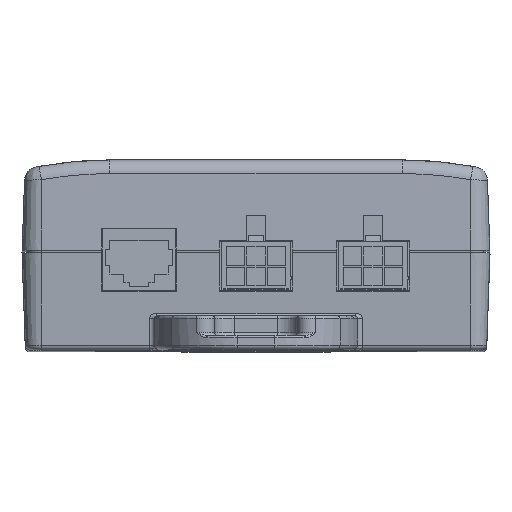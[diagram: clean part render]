
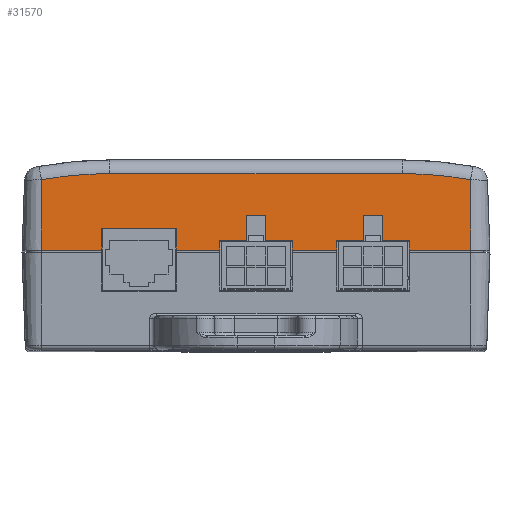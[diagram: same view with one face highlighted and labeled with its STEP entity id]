
A CAD part, top view. The second image highlights one B-rep face of the part: STEP entity #31570.
In plain terms, the highlighted planar face has unit normal (0, 0.035, 0.999).
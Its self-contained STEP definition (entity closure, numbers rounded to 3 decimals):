
#1036=DIRECTION('',(0.,0.999,-0.035));
#1037=VECTOR('',#1036,4.493);
#1038=CARTESIAN_POINT('',(-31.65,21.41,110.155));
#1039=LINE('',#1038,#1037);
#7298=DIRECTION('',(0.,-0.999,0.035));
#7299=VECTOR('',#7298,2.001);
#7300=CARTESIAN_POINT('',(31.4,23.41,110.085));
#7301=LINE('',#7300,#7299);
#7310=CARTESIAN_POINT('',(-30.,-40.895,
112.33));
#7311=DIRECTION('',(0.,-0.035,-0.999));
#7312=DIRECTION('',(-0.179,0.983,-0.034));
#7313=AXIS2_PLACEMENT_3D('',#7310,#7311,#7312);
#7315=CARTESIAN_POINT('',(30.,-40.895,112.33));
#7316=DIRECTION('',(0.,-0.035,-0.999));
#7317=DIRECTION('',(0.,0.999,-0.035));
#7318=AXIS2_PLACEMENT_3D('',#7315,#7316,#7317);
#7320=DIRECTION('',(-1.,0.,0.));
#7321=VECTOR('',#7320,12.6);
#7322=CARTESIAN_POINT('',(44.,21.41,110.155));
#7323=LINE('',#7322,#7321);
#7324=DIRECTION('',(-1.,0.,0.));
#7325=VECTOR('',#7324,5.4);
#7326=CARTESIAN_POINT('',(31.4,23.41,110.085));
#7327=LINE('',#7326,#7325);
#7342=DIRECTION('',(0.,-0.999,0.035));
#7343=VECTOR('',#7342,14.445);
#7344=CARTESIAN_POINT('',(-44.,35.846,109.651));
#7345=LINE('',#7344,#7343);
#7356=DIRECTION('',(1.,0.,0.));
#7357=VECTOR('',#7356,12.35);
#7358=CARTESIAN_POINT('',(-44.,21.41,110.155));
#7359=LINE('',#7358,#7357);
#7538=DIRECTION('',(0.,0.999,-0.035));
#7539=VECTOR('',#7538,14.445);
#7540=CARTESIAN_POINT('',(44.,21.41,110.155));
#7541=LINE('',#7540,#7539);
#7552=DIRECTION('',(-1.,0.,0.));
#7553=VECTOR('',#7552,60.);
#7554=CARTESIAN_POINT('',(30.,37.111,109.606));
#7555=LINE('',#7554,#7553);
#8998=DIRECTION('',(0.,-0.999,0.035));
#8999=VECTOR('',#8998,5.203);
#9000=CARTESIAN_POINT('',(26.,28.61,109.903));
#9001=LINE('',#9000,#8999);
#9010=DIRECTION('',(1.,0.,0.));
#9011=VECTOR('',#9010,4.);
#9012=CARTESIAN_POINT('',(22.,28.61,109.903));
#9013=LINE('',#9012,#9011);
#9022=DIRECTION('',(0.,0.999,-0.035));
#9023=VECTOR('',#9022,5.203);
#9024=CARTESIAN_POINT('',(22.,23.41,110.085));
#9025=LINE('',#9024,#9023);
#9030=DIRECTION('',(1.,0.,0.));
#9031=VECTOR('',#9030,5.4);
#9032=CARTESIAN_POINT('',(2.,23.41,110.085));
#9033=LINE('',#9032,#9031);
#9034=DIRECTION('',(1.,0.,0.));
#9035=VECTOR('',#9034,5.4);
#9036=CARTESIAN_POINT('',(16.6,23.41,110.085));
#9037=LINE('',#9036,#9035);
#9054=DIRECTION('',(0.,-0.999,0.035));
#9055=VECTOR('',#9054,5.203);
#9056=CARTESIAN_POINT('',(2.,28.61,109.903));
#9057=LINE('',#9056,#9055);
#9066=DIRECTION('',(1.,0.,0.));
#9067=VECTOR('',#9066,4.);
#9068=CARTESIAN_POINT('',(-2.,28.61,109.903));
#9069=LINE('',#9068,#9067);
#9082=DIRECTION('',(0.,0.999,-0.035));
#9083=VECTOR('',#9082,5.203);
#9084=CARTESIAN_POINT('',(-2.,23.41,110.085));
#9085=LINE('',#9084,#9083);
#9094=DIRECTION('',(1.,0.,0.));
#9095=VECTOR('',#9094,5.4);
#9096=CARTESIAN_POINT('',(-7.4,23.41,110.085));
#9097=LINE('',#9096,#9095);
#9230=DIRECTION('',(0.,-0.999,0.035));
#9231=VECTOR('',#9230,4.493);
#9232=CARTESIAN_POINT('',(-16.35,25.9,109.998));
#9233=LINE('',#9232,#9231);
#9254=DIRECTION('',(1.,0.,0.));
#9255=VECTOR('',#9254,15.3);
#9256=CARTESIAN_POINT('',(-31.65,25.9,109.998));
#9257=LINE('',#9256,#9255);
#9266=DIRECTION('',(1.,0.,0.));
#9267=VECTOR('',#9266,8.95);
#9268=CARTESIAN_POINT('',(-16.35,21.41,110.155));
#9269=LINE('',#9268,#9267);
#9286=DIRECTION('',(0.,0.999,-0.035));
#9287=VECTOR('',#9286,2.001);
#9288=CARTESIAN_POINT('',(-7.4,21.41,110.155));
#9289=LINE('',#9288,#9287);
#9326=DIRECTION('',(0.,-0.999,0.035));
#9327=VECTOR('',#9326,2.001);
#9328=CARTESIAN_POINT('',(7.4,23.41,110.085));
#9329=LINE('',#9328,#9327);
#9334=DIRECTION('',(1.,0.,0.));
#9335=VECTOR('',#9334,9.2);
#9336=CARTESIAN_POINT('',(7.4,21.41,110.155));
#9337=LINE('',#9336,#9335);
#9350=DIRECTION('',(0.,0.999,-0.035));
#9351=VECTOR('',#9350,2.001);
#9352=CARTESIAN_POINT('',(16.6,21.41,110.155));
#9353=LINE('',#9352,#9351);
#17037=CARTESIAN_POINT('',(31.4,23.41,110.085));
#17038=CARTESIAN_POINT('',(26.,23.41,110.085));
#17039=VERTEX_POINT('',#17037);
#17040=VERTEX_POINT('',#17038);
#17117=CARTESIAN_POINT('',(31.4,21.41,110.155));
#17119=VERTEX_POINT('',#17117);
#17121=CARTESIAN_POINT('',(44.,21.41,110.155));
#17122=VERTEX_POINT('',#17121);
#17137=CARTESIAN_POINT('',(-44.,35.846,
109.651));
#17138=CARTESIAN_POINT('',(-30.,37.111,109.606));
#17139=VERTEX_POINT('',#17137);
#17140=VERTEX_POINT('',#17138);
#17141=CARTESIAN_POINT('',(30.,37.111,109.606));
#17142=CARTESIAN_POINT('',(44.,35.846,109.651));
#17143=VERTEX_POINT('',#17141);
#17144=VERTEX_POINT('',#17142);
#17150=CARTESIAN_POINT('',(-44.,21.41,
110.155));
#17151=VERTEX_POINT('',#17150);
#17160=CARTESIAN_POINT('',(-31.65,21.41,110.155));
#17161=VERTEX_POINT('',#17160);
#18944=CARTESIAN_POINT('',(-31.65,25.9,109.998));
#18945=VERTEX_POINT('',#18944);
#18979=CARTESIAN_POINT('',(-16.35,25.9,109.998));
#18981=VERTEX_POINT('',#18979);
#18986=CARTESIAN_POINT('',(-16.35,21.41,110.155));
#18987=VERTEX_POINT('',#18986);
#19002=CARTESIAN_POINT('',(-7.4,23.41,110.085));
#19003=CARTESIAN_POINT('',(-2.,23.41,110.085));
#19004=VERTEX_POINT('',#19002);
#19005=VERTEX_POINT('',#19003);
#19032=CARTESIAN_POINT('',(2.,23.41,110.085));
#19033=CARTESIAN_POINT('',(7.4,23.41,110.085));
#19034=VERTEX_POINT('',#19032);
#19035=VERTEX_POINT('',#19033);
#19036=CARTESIAN_POINT('',(16.6,23.41,110.085));
#19037=CARTESIAN_POINT('',(22.,23.41,110.085));
#19038=VERTEX_POINT('',#19036);
#19039=VERTEX_POINT('',#19037);
#19042=CARTESIAN_POINT('',(2.,28.61,109.903));
#19043=VERTEX_POINT('',#19042);
#19046=CARTESIAN_POINT('',(-2.,28.61,109.903));
#19047=VERTEX_POINT('',#19046);
#19050=CARTESIAN_POINT('',(7.4,21.41,110.155));
#19051=VERTEX_POINT('',#19050);
#19056=CARTESIAN_POINT('',(16.6,21.41,110.155));
#19057=VERTEX_POINT('',#19056);
#19065=CARTESIAN_POINT('',(22.,28.61,109.903));
#19067=VERTEX_POINT('',#19065);
#19069=CARTESIAN_POINT('',(26.,28.61,109.903));
#19071=VERTEX_POINT('',#19069);
#19253=CARTESIAN_POINT('',(-7.4,21.41,110.155));
#19254=VERTEX_POINT('',#19253);
#31515=CARTESIAN_POINT('',(0.,29.261,
109.881));
#31516=DIRECTION('',(0.,0.035,0.999));
#31517=DIRECTION('',(1.,0.,0.));
#31518=AXIS2_PLACEMENT_3D('',#31515,#31516,#31517);
#31519=PLANE('',#31518);
#31521=ORIENTED_EDGE('',*,*,#31520,.T.);
#31523=ORIENTED_EDGE('',*,*,#31522,.F.);
#31525=ORIENTED_EDGE('',*,*,#31524,.T.);
#31527=ORIENTED_EDGE('',*,*,#31526,.F.);
#31528=ORIENTED_EDGE('',*,*,#31367,.T.);
#31529=ORIENTED_EDGE('',*,*,#31506,.F.);
#31530=ORIENTED_EDGE('',*,*,#23050,.T.);
#31532=ORIENTED_EDGE('',*,*,#31531,.F.);
#31534=ORIENTED_EDGE('',*,*,#31533,.F.);
#31536=ORIENTED_EDGE('',*,*,#31535,.F.);
#31538=ORIENTED_EDGE('',*,*,#31537,.F.);
#31540=ORIENTED_EDGE('',*,*,#31539,.F.);
#31542=ORIENTED_EDGE('',*,*,#31541,.F.);
#31544=ORIENTED_EDGE('',*,*,#31543,.F.);
#31546=ORIENTED_EDGE('',*,*,#31545,.F.);
#31548=ORIENTED_EDGE('',*,*,#31547,.F.);
#31550=ORIENTED_EDGE('',*,*,#31549,.F.);
#31552=ORIENTED_EDGE('',*,*,#31551,.F.);
#31554=ORIENTED_EDGE('',*,*,#31553,.F.);
#31556=ORIENTED_EDGE('',*,*,#31555,.F.);
#31558=ORIENTED_EDGE('',*,*,#31557,.F.);
#31560=ORIENTED_EDGE('',*,*,#31559,.F.);
#31562=ORIENTED_EDGE('',*,*,#31561,.F.);
#31563=ORIENTED_EDGE('',*,*,#22694,.F.);
#31565=ORIENTED_EDGE('',*,*,#31564,.F.);
#31567=ORIENTED_EDGE('',*,*,#31566,.F.);
#31568=EDGE_LOOP('',(#31521,#31523,#31525,#31527,#31528,#31529,#31530,#31532,
#31534,#31536,#31538,#31540,#31542,#31544,#31546,#31548,#31550,#31552,#31554,
#31556,#31558,#31560,#31562,#31563,#31565,#31567));
#31569=FACE_OUTER_BOUND('',#31568,.F.);
#31570=ADVANCED_FACE('',(#31569),#31519,.T.);
#7314=CIRCLE('',#7313,78.054);
#7319=CIRCLE('',#7318,78.054);
#22694=EDGE_CURVE('',#17161,#18945,#1039,.T.);
#23050=EDGE_CURVE('',#17039,#17040,#7327,.T.);
#31367=EDGE_CURVE('',#17122,#17119,#7323,.T.);
#31506=EDGE_CURVE('',#17039,#17119,#7301,.T.);
#31520=EDGE_CURVE('',#17139,#17140,#7314,.T.);
#31522=EDGE_CURVE('',#17143,#17140,#7555,.T.);
#31524=EDGE_CURVE('',#17143,#17144,#7319,.T.);
#31526=EDGE_CURVE('',#17122,#17144,#7541,.T.);
#31531=EDGE_CURVE('',#19071,#17040,#9001,.T.);
#31533=EDGE_CURVE('',#19067,#19071,#9013,.T.);
#31535=EDGE_CURVE('',#19039,#19067,#9025,.T.);
#31537=EDGE_CURVE('',#19038,#19039,#9037,.T.);
#31539=EDGE_CURVE('',#19057,#19038,#9353,.T.);
#31541=EDGE_CURVE('',#19051,#19057,#9337,.T.);
#31543=EDGE_CURVE('',#19035,#19051,#9329,.T.);
#31545=EDGE_CURVE('',#19034,#19035,#9033,.T.);
#31547=EDGE_CURVE('',#19043,#19034,#9057,.T.);
#31549=EDGE_CURVE('',#19047,#19043,#9069,.T.);
#31551=EDGE_CURVE('',#19005,#19047,#9085,.T.);
#31553=EDGE_CURVE('',#19004,#19005,#9097,.T.);
#31555=EDGE_CURVE('',#19254,#19004,#9289,.T.);
#31557=EDGE_CURVE('',#18987,#19254,#9269,.T.);
#31559=EDGE_CURVE('',#18981,#18987,#9233,.T.);
#31561=EDGE_CURVE('',#18945,#18981,#9257,.T.);
#31564=EDGE_CURVE('',#17151,#17161,#7359,.T.);
#31566=EDGE_CURVE('',#17139,#17151,#7345,.T.);
